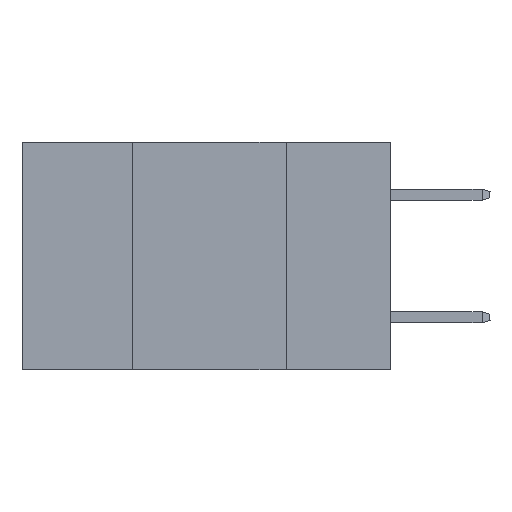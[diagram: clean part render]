
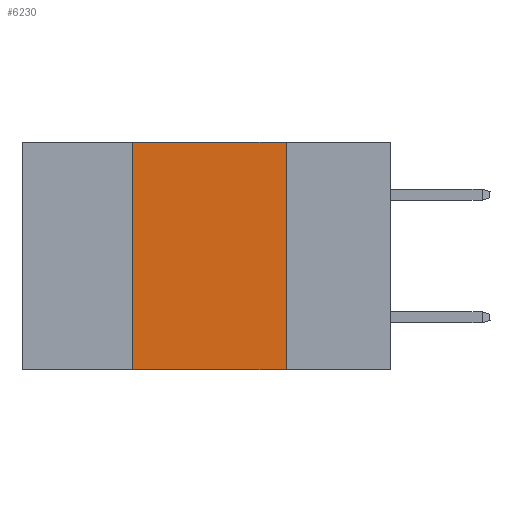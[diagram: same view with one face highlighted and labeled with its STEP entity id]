
A CAD part, left-side view. The second image highlights one B-rep face of the part: STEP entity #6230.
In plain terms, the highlighted planar face has unit normal (-1, 0, 0).
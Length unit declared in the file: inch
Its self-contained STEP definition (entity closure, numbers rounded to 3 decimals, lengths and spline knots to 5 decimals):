
#800 = CARTESIAN_POINT ( 'NONE',  ( 0., 0.17, 0. ) ) ;
#1372 = ORIENTED_EDGE ( 'NONE', *, *, #12452, .F. ) ;
#1403 = PLANE ( 'NONE',  #3654 ) ;
#1654 = VECTOR ( 'NONE', #14818, 39.37008 ) ;
#2069 = CARTESIAN_POINT ( 'NONE',  ( 0., 0.42, -0.37 ) ) ;
#3654 = AXIS2_PLACEMENT_3D ( 'NONE', #25460, #9204, #17212 ) ;
#6056 = CARTESIAN_POINT ( 'NONE',  ( 0., 0.42, 0. ) ) ;
#6230 = ADVANCED_FACE ( 'NONE', ( #25209 ), #1403, .F. ) ;
#6488 = VERTEX_POINT ( 'NONE', #6056 ) ;
#6945 = VECTOR ( 'NONE', #25112, 39.37008 ) ;
#8722 = ORIENTED_EDGE ( 'NONE', *, *, #16838, .F. ) ;
#9204 = DIRECTION ( 'NONE',  ( 1., 0., 0. ) ) ;
#9580 = VECTOR ( 'NONE', #24918, 39.37008 ) ;
#9889 = EDGE_CURVE ( 'NONE', #18198, #24067, #13650, .T. ) ;
#10232 = LINE ( 'NONE', #17354, #19590 ) ;
#10573 = CARTESIAN_POINT ( 'NONE',  ( 0., 0.17, 0. ) ) ;
#11634 = EDGE_CURVE ( 'NONE', #23790, #24067, #17613, .T. ) ;
#12452 = EDGE_CURVE ( 'NONE', #6488, #23790, #17259, .T. ) ;
#12937 = ORIENTED_EDGE ( 'NONE', *, *, #9889, .T. ) ;
#13625 = DIRECTION ( 'NONE',  ( 0., 0., 1. ) ) ;
#13650 = LINE ( 'NONE', #18864, #9580 ) ;
#14818 = DIRECTION ( 'NONE',  ( 0., 0., -1. ) ) ;
#15326 = CARTESIAN_POINT ( 'NONE',  ( 0., 0.17, -0.37 ) ) ;
#16838 = EDGE_CURVE ( 'NONE', #18198, #6488, #10232, .T. ) ;
#17212 = DIRECTION ( 'NONE',  ( 0., 0., -1. ) ) ;
#17259 = LINE ( 'NONE', #25016, #6945 ) ;
#17354 = CARTESIAN_POINT ( 'NONE',  ( 0., 0.42, 0. ) ) ;
#17613 = LINE ( 'NONE', #10573, #1654 ) ;
#18198 = VERTEX_POINT ( 'NONE', #2069 ) ;
#18864 = CARTESIAN_POINT ( 'NONE',  ( 0., 0.6, -0.37 ) ) ;
#19590 = VECTOR ( 'NONE', #13625, 39.37008 ) ;
#22610 = ORIENTED_EDGE ( 'NONE', *, *, #11634, .F. ) ;
#23790 = VERTEX_POINT ( 'NONE', #800 ) ;
#24067 = VERTEX_POINT ( 'NONE', #15326 ) ;
#24713 = EDGE_LOOP ( 'NONE', ( #22610, #1372, #8722, #12937 ) ) ;
#24918 = DIRECTION ( 'NONE',  ( 0., -1., 0. ) ) ;
#25016 = CARTESIAN_POINT ( 'NONE',  ( 0., 0.6, 0. ) ) ;
#25112 = DIRECTION ( 'NONE',  ( 0., -1., 0. ) ) ;
#25209 = FACE_OUTER_BOUND ( 'NONE', #24713, .T. ) ;
#25460 = CARTESIAN_POINT ( 'NONE',  ( 0., 0.6, 0. ) ) ;
